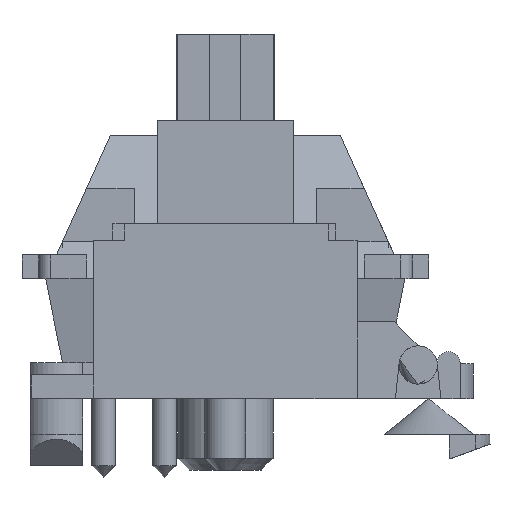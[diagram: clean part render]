
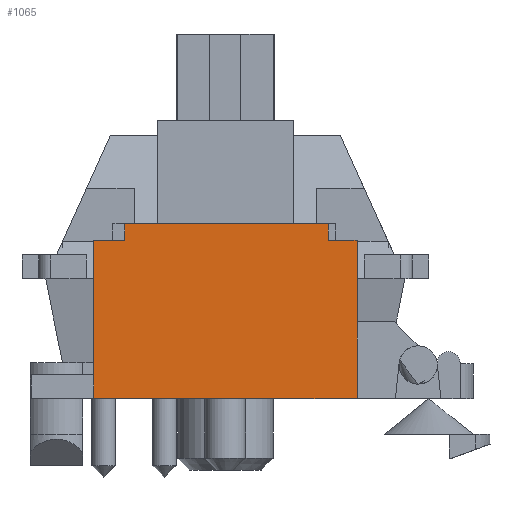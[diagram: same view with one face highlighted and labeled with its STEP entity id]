
A CAD part, left-side view. The second image highlights one B-rep face of the part: STEP entity #1065.
In plain terms, the highlighted planar face has unit normal (-1, 0, 0).
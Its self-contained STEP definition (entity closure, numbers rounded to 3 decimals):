
#639 = VERTEX_POINT('',#640);
#640 = CARTESIAN_POINT('',(-3.4,5.5,0.));
#680 = VERTEX_POINT('',#681);
#681 = CARTESIAN_POINT('',(-3.4,-5.5,0.));
#687 = EDGE_CURVE('',#680,#639,#688,.T.);
#688 = LINE('',#689,#690);
#689 = CARTESIAN_POINT('',(-3.4,-5.5,0.));
#690 = VECTOR('',#691,1.);
#691 = DIRECTION('',(0.,1.,0.));
#938 = VERTEX_POINT('',#939);
#939 = CARTESIAN_POINT('',(-3.4,5.5,1.));
#945 = EDGE_CURVE('',#938,#946,#948,.T.);
#946 = VERTEX_POINT('',#947);
#947 = CARTESIAN_POINT('',(-3.4,5.5,6.6));
#948 = LINE('',#949,#950);
#949 = CARTESIAN_POINT('',(-3.4,5.5,0.));
#950 = VECTOR('',#951,1.);
#951 = DIRECTION('',(0.,0.,1.));
#1065 = ADVANCED_FACE('',(#1066),#1130,.T.);
#1066 = FACE_BOUND('',#1067,.T.);
#1067 = EDGE_LOOP('',(#1068,#1069,#1077,#1085,#1093,#1101,#1109,#1117,
    #1123,#1124));
#1068 = ORIENTED_EDGE('',*,*,#687,.F.);
#1069 = ORIENTED_EDGE('',*,*,#1070,.T.);
#1070 = EDGE_CURVE('',#680,#1071,#1073,.T.);
#1071 = VERTEX_POINT('',#1072);
#1072 = CARTESIAN_POINT('',(-3.4,-5.5,3.2));
#1073 = LINE('',#1074,#1075);
#1074 = CARTESIAN_POINT('',(-3.4,-5.5,0.));
#1075 = VECTOR('',#1076,1.);
#1076 = DIRECTION('',(0.,0.,1.));
#1077 = ORIENTED_EDGE('',*,*,#1078,.T.);
#1078 = EDGE_CURVE('',#1071,#1079,#1081,.T.);
#1079 = VERTEX_POINT('',#1080);
#1080 = CARTESIAN_POINT('',(-3.4,-5.5,6.6));
#1081 = LINE('',#1082,#1083);
#1082 = CARTESIAN_POINT('',(-3.4,-5.5,0.));
#1083 = VECTOR('',#1084,1.);
#1084 = DIRECTION('',(0.,0.,1.));
#1085 = ORIENTED_EDGE('',*,*,#1086,.F.);
#1086 = EDGE_CURVE('',#1087,#1079,#1089,.T.);
#1087 = VERTEX_POINT('',#1088);
#1088 = CARTESIAN_POINT('',(-3.4,-4.3,6.6));
#1089 = LINE('',#1090,#1091);
#1090 = CARTESIAN_POINT('',(-3.4,-4.3,6.6));
#1091 = VECTOR('',#1092,1.);
#1092 = DIRECTION('',(0.,-1.,0.));
#1093 = ORIENTED_EDGE('',*,*,#1094,.F.);
#1094 = EDGE_CURVE('',#1095,#1087,#1097,.T.);
#1095 = VERTEX_POINT('',#1096);
#1096 = CARTESIAN_POINT('',(-3.4,-4.3,7.3));
#1097 = LINE('',#1098,#1099);
#1098 = CARTESIAN_POINT('',(-3.4,-4.3,7.3));
#1099 = VECTOR('',#1100,1.);
#1100 = DIRECTION('',(-0.,-0.,-1.));
#1101 = ORIENTED_EDGE('',*,*,#1102,.T.);
#1102 = EDGE_CURVE('',#1095,#1103,#1105,.T.);
#1103 = VERTEX_POINT('',#1104);
#1104 = CARTESIAN_POINT('',(-3.4,4.2,7.3));
#1105 = LINE('',#1106,#1107);
#1106 = CARTESIAN_POINT('',(-3.4,-5.5,7.3));
#1107 = VECTOR('',#1108,1.);
#1108 = DIRECTION('',(0.,1.,0.));
#1109 = ORIENTED_EDGE('',*,*,#1110,.T.);
#1110 = EDGE_CURVE('',#1103,#1111,#1113,.T.);
#1111 = VERTEX_POINT('',#1112);
#1112 = CARTESIAN_POINT('',(-3.4,4.2,6.6));
#1113 = LINE('',#1114,#1115);
#1114 = CARTESIAN_POINT('',(-3.4,4.2,7.3));
#1115 = VECTOR('',#1116,1.);
#1116 = DIRECTION('',(-0.,-0.,-1.));
#1117 = ORIENTED_EDGE('',*,*,#1118,.F.);
#1118 = EDGE_CURVE('',#946,#1111,#1119,.T.);
#1119 = LINE('',#1120,#1121);
#1120 = CARTESIAN_POINT('',(-3.4,5.5,6.6));
#1121 = VECTOR('',#1122,1.);
#1122 = DIRECTION('',(0.,-1.,0.));
#1123 = ORIENTED_EDGE('',*,*,#945,.F.);
#1124 = ORIENTED_EDGE('',*,*,#1125,.F.);
#1125 = EDGE_CURVE('',#639,#938,#1126,.T.);
#1126 = LINE('',#1127,#1128);
#1127 = CARTESIAN_POINT('',(-3.4,5.5,0.));
#1128 = VECTOR('',#1129,1.);
#1129 = DIRECTION('',(0.,0.,1.));
#1130 = PLANE('',#1131);
#1131 = AXIS2_PLACEMENT_3D('',#1132,#1133,#1134);
#1132 = CARTESIAN_POINT('',(-3.4,-5.5,0.));
#1133 = DIRECTION('',(-1.,0.,0.));
#1134 = DIRECTION('',(0.,1.,0.));
